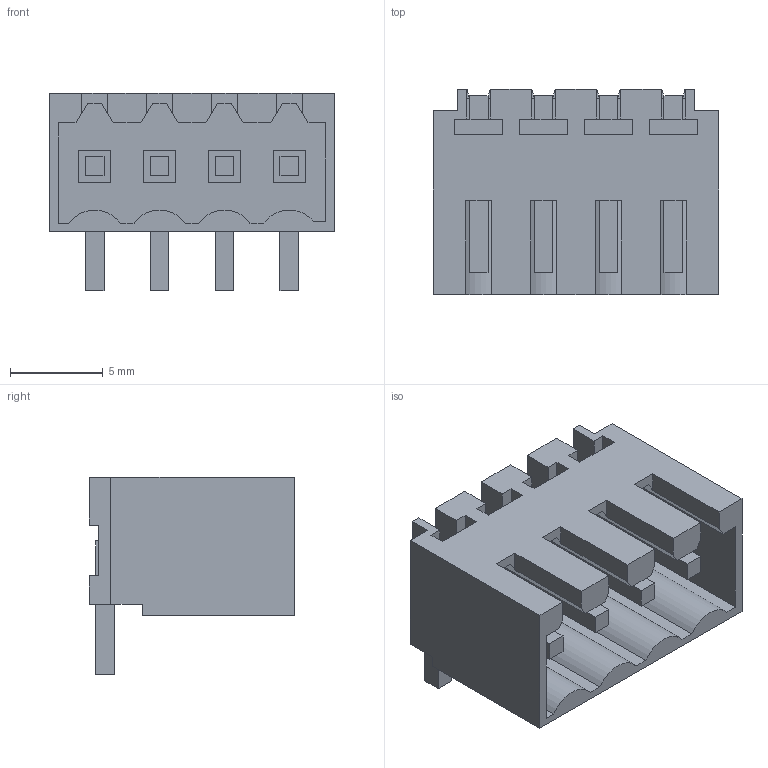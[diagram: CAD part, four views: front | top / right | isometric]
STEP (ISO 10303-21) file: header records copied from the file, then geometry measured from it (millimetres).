
FILE_DESCRIPTION(('CATIA V5 STEP Exchange','CAx-IF Rec.Pracs.--- Model Styling and Organization---1.2---2011-12-15'),'2;1');
FILE_NAME ('D1457181_0_1841650000_1841650000.stp','2018-03-10T11:01:10+00:00',('none'),('Weidmueller'),'CATIA Version 5-6 Release 2014','CATIA V5 STEP AP214','none');
FILE_SCHEMA(('AUTOMOTIVE_DESIGN { 1 0 10303 214 1 1 1 1 }'));
Length unit declared in the file: millimetre
Products named in the file (1): 1841650000
Bounding box: 15.4 x 11.05 x 10.65 mm (x, y, z)
Volume: 543.3 mm3; surface area: 1547 mm2
Topology: 5 solids, 5 shells, 232 faces, 673 edges, 455 vertices
Faces by surface type: plane 228, cylinder 4
Entity records: 7140 total; most frequent: ORIENTED_EDGE 1346, CARTESIAN_POINT 1279, DIRECTION 973, EDGE_CURVE 673, VECTOR 665, LINE 665, VERTEX_POINT 455, EDGE_LOOP 244
